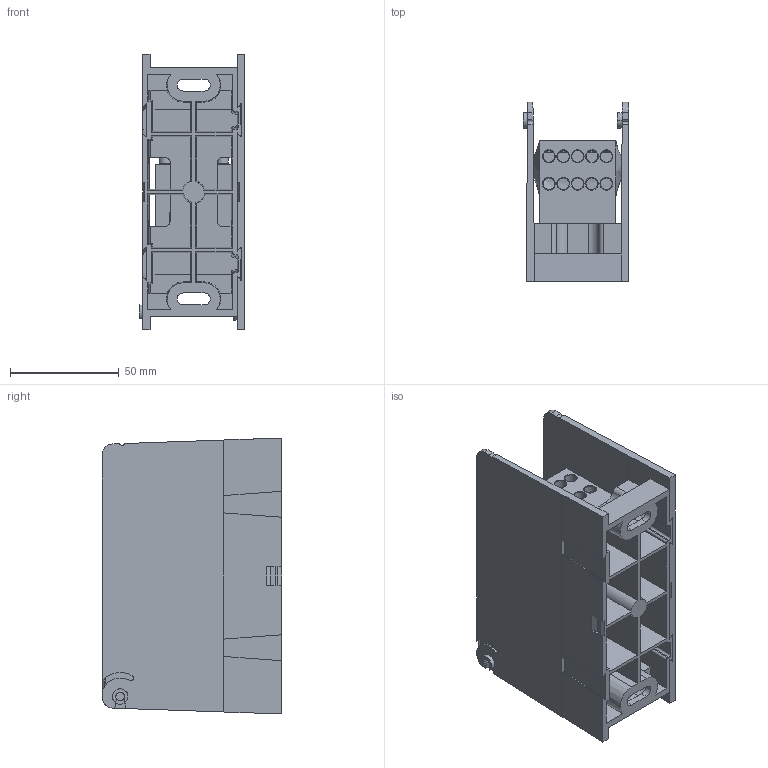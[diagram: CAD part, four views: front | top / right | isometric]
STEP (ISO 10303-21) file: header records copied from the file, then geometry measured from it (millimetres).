
FILE_DESCRIPTION (( 'STEP AP214' ), '1' );
FILE_NAME ('701905rev-1P.STEP', '2015-01-15T16:02:54', ( '' ), ( '' ), 'SwSTEP 2.0', 'SolidWorks 2014', '' );
FILE_SCHEMA (( 'AUTOMOTIVE_DESIGN' ));
Length unit declared in the file: inch
Products named in the file (1): 701905rev-1P
Bounding box: 48.6 x 82.55 x 127.01 mm (x, y, z)
Surface area: 80956.9 mm2 (no closed solid volume)
Topology: 0 solids, 24 shells, 366 faces, 1192 edges, 831 vertices
Faces by surface type: plane 178, cylinder 109, cone 66, bspline 13
Entity records: 23282 total; most frequent: CARTESIAN_POINT 9107, ORIENTED_EDGE 2012, DIRECTION 1835, EDGE_CURVE 1184, VERTEX_POINT 827, VECTOR 719, LINE 719, AXIS2_PLACEMENT_3D 558
